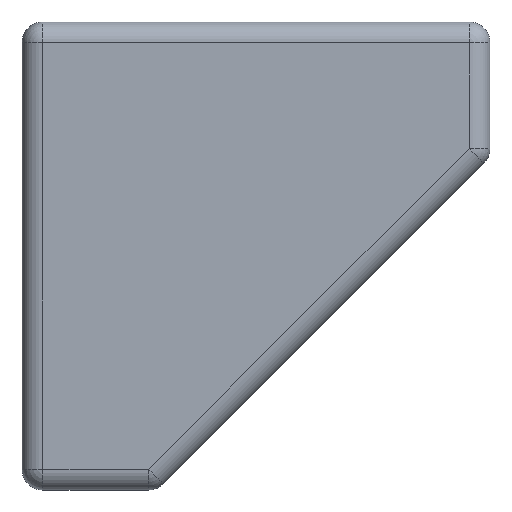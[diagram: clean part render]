
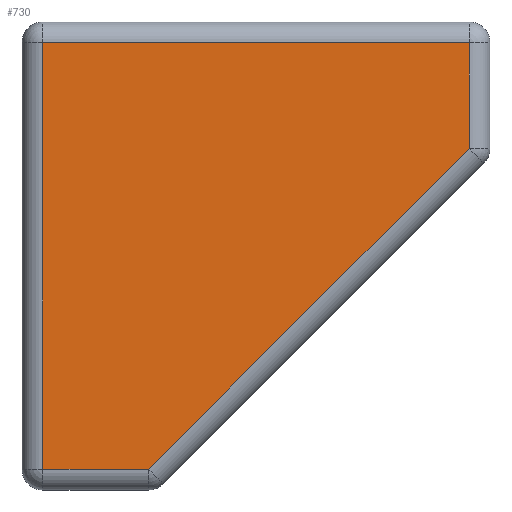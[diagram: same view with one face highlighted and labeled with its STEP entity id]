
A CAD part, top view. The second image highlights one B-rep face of the part: STEP entity #730.
In plain terms, the highlighted planar face has unit normal (0, 0, 1).
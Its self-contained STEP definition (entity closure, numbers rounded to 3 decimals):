
#57=PLANE('',#850);
#63=LINE('',#1097,#112);
#97=LINE('',#1374,#146);
#99=LINE('',#1377,#148);
#102=LINE('',#1382,#151);
#107=LINE('',#1389,#156);
#112=VECTOR('',#877,10.);
#146=VECTOR('',#1041,10.);
#148=VECTOR('',#1045,10.);
#151=VECTOR('',#1052,10.);
#156=VECTOR('',#1061,10.);
#215=FACE_OUTER_BOUND('',#261,.T.);
#261=EDGE_LOOP('',(#667,#668,#669,#670,#671));
#306=VERTEX_POINT('',#1083);
#310=VERTEX_POINT('',#1095);
#362=VERTEX_POINT('',#1352);
#364=VERTEX_POINT('',#1357);
#366=VERTEX_POINT('',#1363);
#377=EDGE_CURVE('',#310,#306,#63,.T.);
#462=EDGE_CURVE('',#364,#366,#97,.T.);
#464=EDGE_CURVE('',#366,#362,#99,.T.);
#467=EDGE_CURVE('',#306,#364,#102,.T.);
#472=EDGE_CURVE('',#362,#310,#107,.T.);
#667=ORIENTED_EDGE('',*,*,#462,.F.);
#668=ORIENTED_EDGE('',*,*,#467,.F.);
#669=ORIENTED_EDGE('',*,*,#377,.F.);
#670=ORIENTED_EDGE('',*,*,#472,.F.);
#671=ORIENTED_EDGE('',*,*,#464,.F.);
#730=ADVANCED_FACE('',(#215),#57,.T.);
#850=AXIS2_PLACEMENT_3D('',#1394,#1069,#1070);
#877=DIRECTION('',(0.,-1.,0.));
#1041=DIRECTION('',(-1.,0.,0.));
#1045=DIRECTION('',(0.,1.,0.));
#1052=DIRECTION('',(-0.707,-0.707,0.));
#1061=DIRECTION('',(1.,0.,0.));
#1069=DIRECTION('center_axis',(0.,0.,1.));
#1070=DIRECTION('ref_axis',(1.,0.,0.));
#1083=CARTESIAN_POINT('',(20.5,10.328,2.5));
#1095=CARTESIAN_POINT('',(20.5,20.5,2.5));
#1097=CARTESIAN_POINT('',(20.5,13.215,2.5));
#1352=CARTESIAN_POINT('',(-20.5,20.5,2.5));
#1357=CARTESIAN_POINT('',(-10.328,-20.5,2.5));
#1363=CARTESIAN_POINT('',(-20.5,-20.5,2.5));
#1374=CARTESIAN_POINT('',(-6.715,-20.5,2.5));
#1377=CARTESIAN_POINT('',(-20.5,-9.285,2.5));
#1382=CARTESIAN_POINT('',(13.086,2.914,2.5));
#1389=CARTESIAN_POINT('',(-13.215,20.5,2.5));
#1394=CARTESIAN_POINT('Origin',(-3.931,3.931,2.5));
